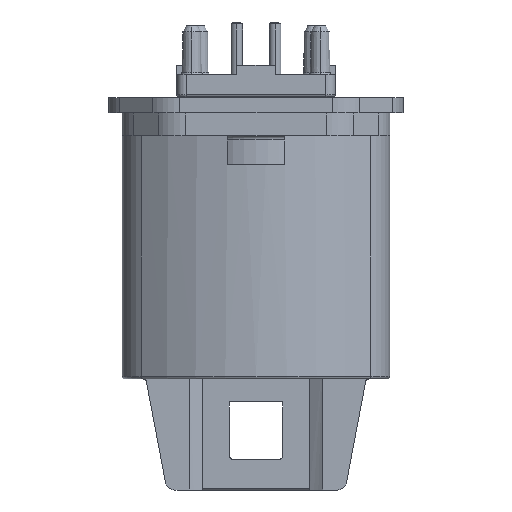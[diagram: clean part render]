
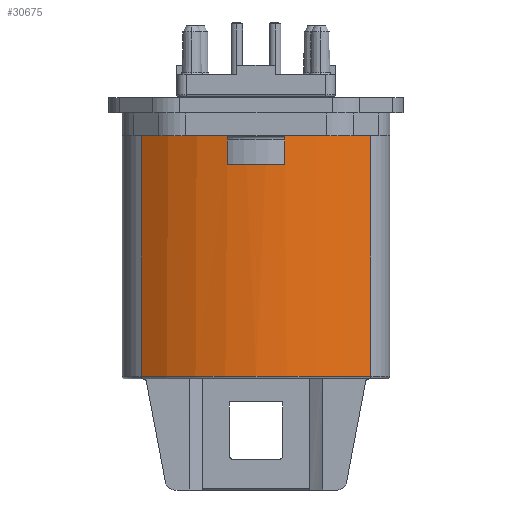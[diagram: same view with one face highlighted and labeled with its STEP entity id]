
A CAD part, left-side view. The second image highlights one B-rep face of the part: STEP entity #30675.
In plain terms, the highlighted cylindrical face has radius 10 mm (diameter 20 mm), a partial arc.
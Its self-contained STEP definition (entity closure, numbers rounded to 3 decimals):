
#6141=CARTESIAN_POINT('',(3.,0.,-15.65));
#6142=DIRECTION('',(0.,0.,1.));
#6143=DIRECTION('',(-0.8,0.6,0.));
#6144=AXIS2_PLACEMENT_3D('',#6141,#6142,#6143);
#6146=DIRECTION('',(0.,0.,1.));
#6147=VECTOR('',#6146,12.55);
#6148=CARTESIAN_POINT('',(-5.,6.,-15.65));
#6149=LINE('',#6148,#6147);
#6150=CARTESIAN_POINT('',(3.,0.,-3.1));
#6151=DIRECTION('',(0.,0.,-1.));
#6152=DIRECTION('',(-0.989,0.15,0.));
#6153=AXIS2_PLACEMENT_3D('',#6150,#6151,#6152);
#6155=DIRECTION('',(0.,0.,-1.));
#6156=VECTOR('',#6155,1.5);
#6157=CARTESIAN_POINT('',(-6.887,1.5,-3.1));
#6158=LINE('',#6157,#6156);
#6159=CARTESIAN_POINT('',(3.,0.,-4.6));
#6160=DIRECTION('',(0.,0.,-1.));
#6161=DIRECTION('',(-0.989,-0.15,0.));
#6162=AXIS2_PLACEMENT_3D('',#6159,#6160,#6161);
#6164=DIRECTION('',(0.,0.,-1.));
#6165=VECTOR('',#6164,1.5);
#6166=CARTESIAN_POINT('',(-6.887,-1.5,-3.1));
#6167=LINE('',#6166,#6165);
#6168=CARTESIAN_POINT('',(3.,0.,-3.1));
#6169=DIRECTION('',(0.,0.,-1.));
#6170=DIRECTION('',(-0.8,-0.6,0.));
#6171=AXIS2_PLACEMENT_3D('',#6168,#6169,#6170);
#6173=DIRECTION('',(0.,0.,1.));
#6174=VECTOR('',#6173,12.55);
#6175=CARTESIAN_POINT('',(-5.,-6.,-15.65));
#6176=LINE('',#6175,#6174);
#19399=CARTESIAN_POINT('',(-6.887,1.5,-3.1));
#19400=CARTESIAN_POINT('',(-6.887,1.5,-4.6));
#19401=VERTEX_POINT('',#19399);
#19402=VERTEX_POINT('',#19400);
#19403=CARTESIAN_POINT('',(-6.887,-1.5,-4.6));
#19404=VERTEX_POINT('',#19403);
#19405=CARTESIAN_POINT('',(-6.887,-1.5,-3.1));
#19406=VERTEX_POINT('',#19405);
#19791=CARTESIAN_POINT('',(-5.,-6.,-15.65));
#19792=VERTEX_POINT('',#19791);
#19795=CARTESIAN_POINT('',(-5.,6.,-15.65));
#19796=VERTEX_POINT('',#19795);
#19833=CARTESIAN_POINT('',(-5.,-6.,-3.1));
#19834=VERTEX_POINT('',#19833);
#19835=CARTESIAN_POINT('',(-5.,6.,-3.1));
#19836=VERTEX_POINT('',#19835);
#30656=CARTESIAN_POINT('',(3.,0.,-1.5));
#30657=DIRECTION('',(0.,0.,-1.));
#30658=DIRECTION('',(0.,1.,0.));
#30659=AXIS2_PLACEMENT_3D('',#30656,#30657,#30658);
#30660=CYLINDRICAL_SURFACE('',#30659,10.);
#30661=ORIENTED_EDGE('',*,*,#30639,.F.);
#30662=ORIENTED_EDGE('',*,*,#30600,.T.);
#30663=ORIENTED_EDGE('',*,*,#24699,.F.);
#30665=ORIENTED_EDGE('',*,*,#30664,.T.);
#30667=ORIENTED_EDGE('',*,*,#30666,.F.);
#30669=ORIENTED_EDGE('',*,*,#30668,.F.);
#30670=ORIENTED_EDGE('',*,*,#24531,.F.);
#30672=ORIENTED_EDGE('',*,*,#30671,.F.);
#30673=EDGE_LOOP('',(#30661,#30662,#30663,#30665,#30667,#30669,#30670,#30672));
#30674=FACE_OUTER_BOUND('',#30673,.F.);
#6145=CIRCLE('',#6144,10.);
#6154=CIRCLE('',#6153,10.);
#6163=CIRCLE('',#6162,10.);
#6172=CIRCLE('',#6171,10.);
#24531=EDGE_CURVE('',#19834,#19406,#6172,.T.);
#24699=EDGE_CURVE('',#19401,#19836,#6154,.T.);
#30600=EDGE_CURVE('',#19796,#19836,#6149,.T.);
#30639=EDGE_CURVE('',#19796,#19792,#6145,.T.);
#30664=EDGE_CURVE('',#19401,#19402,#6158,.T.);
#30666=EDGE_CURVE('',#19404,#19402,#6163,.T.);
#30668=EDGE_CURVE('',#19406,#19404,#6167,.T.);
#30671=EDGE_CURVE('',#19792,#19834,#6176,.T.);
#30675=ADVANCED_FACE('',(#30674),#30660,.T.);
